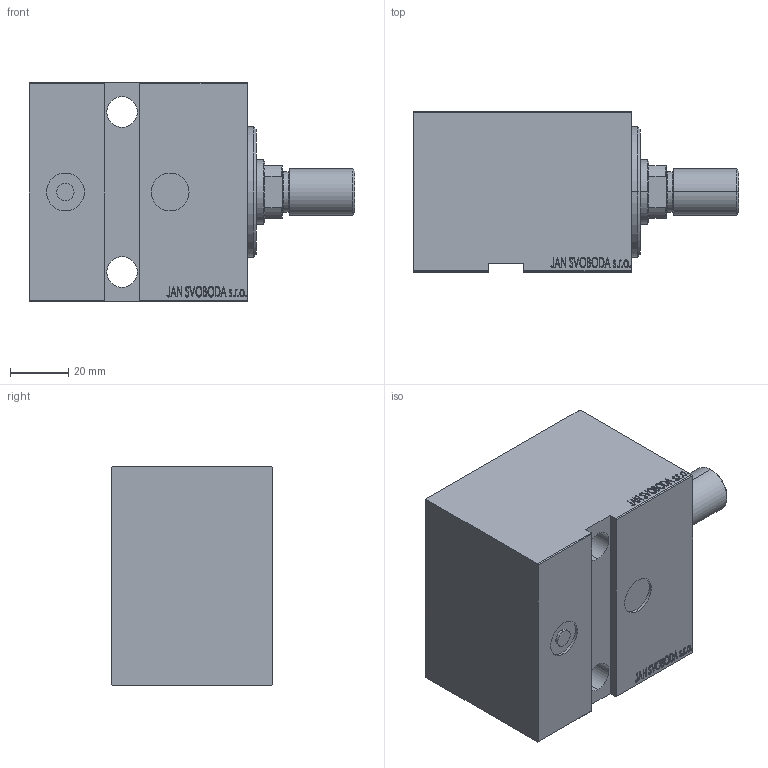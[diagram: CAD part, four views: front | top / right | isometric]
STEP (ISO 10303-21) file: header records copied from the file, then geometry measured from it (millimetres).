
FILE_DESCRIPTION (( 'STEP AP203' ), '1' );
FILE_NAME ('502a.STEP', '2024-02-11T07:48:31', ( '' ), ( '' ), 'SwSTEP 2.0', 'SolidWorks 2019', '' );
FILE_SCHEMA (( 'CONFIG_CONTROL_DESIGN' ));
Length unit declared in the file: millimetre
Products named in the file (5): V450CM_E_Body 76fe439054ff5fc1d6c0ac586377e4fc; V450CM_E_VCP 76fe439054ff5fc1d6c0ac586377e4fc; V450CM_VC_B 76fe439054ff5fc1d6c0ac586377e4fc; 502a; V450CM_MALE_METRIC 76fe439054ff5fc1d6c0ac586377e4fc
Assembly tree (4 placements, depth 2):
  502a
    V450CM_E_Body 76fe439054ff5fc1d6c0ac586377e4fc
    V450CM_E_VCP 76fe439054ff5fc1d6c0ac586377e4fc
    V450CM_VC_B 76fe439054ff5fc1d6c0ac586377e4fc
    V450CM_MALE_METRIC 76fe439054ff5fc1d6c0ac586377e4fc
Bounding box: 112 x 55 x 75 mm (x, y, z)
Volume: 294708.8 mm3; surface area: 53531.1 mm2
Topology: 4 solids, 4 shells, 849 faces, 2178 edges, 1443 vertices
Faces by surface type: plane 409, bspline 380, cylinder 40, cone 18, torus 2
Entity records: 42969 total; most frequent: CARTESIAN_POINT 24335, ORIENTED_EDGE 4352, DIRECTION 2464, EDGE_CURVE 2176, VERTEX_POINT 1443, LINE 1304, VECTOR 1304, EDGE_LOOP 963
